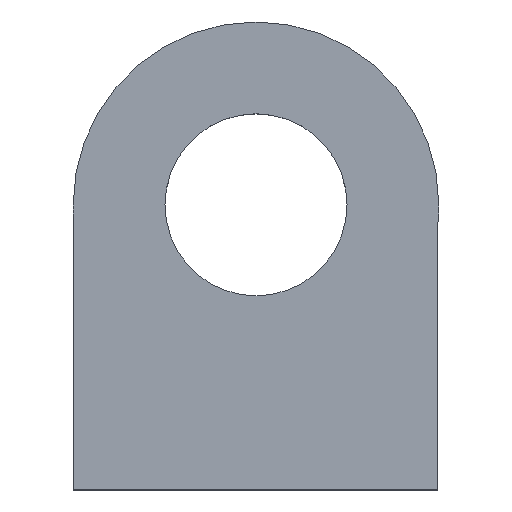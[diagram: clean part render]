
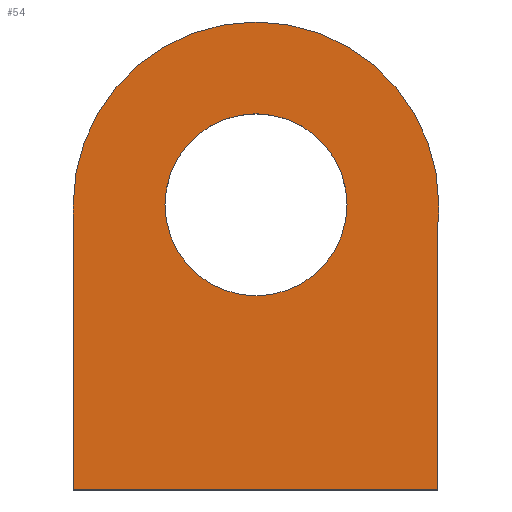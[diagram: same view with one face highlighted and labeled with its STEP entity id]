
A CAD part, top view. The second image highlights one B-rep face of the part: STEP entity #54.
In plain terms, the highlighted planar face has unit normal (0, 0, 1).
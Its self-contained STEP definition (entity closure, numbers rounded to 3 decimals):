
#6 = LINE ( 'NONE', #61, #265 ) ;
#22 = DIRECTION ( 'NONE',  ( 0., 0., 1. ) ) ;
#28 = PLANE ( 'NONE',  #74 ) ;
#29 = DIRECTION ( 'NONE',  ( 0., 0., 1. ) ) ;
#30 = VECTOR ( 'NONE', #290, 1000. ) ;
#31 = DIRECTION ( 'NONE',  ( 1., 0., 0. ) ) ;
#39 = ORIENTED_EDGE ( 'NONE', *, *, #205, .F. ) ;
#51 = EDGE_CURVE ( 'NONE', #316, #95, #280, .T. ) ;
#54 = ADVANCED_FACE ( 'NONE', ( #292, #238 ), #28, .T. ) ;
#61 = CARTESIAN_POINT ( 'NONE',  ( 18.138, 0., 10. ) ) ;
#65 = CARTESIAN_POINT ( 'NONE',  ( -21.905, 16.316, 10. ) ) ;
#68 = ORIENTED_EDGE ( 'NONE', *, *, #141, .F. ) ;
#74 = AXIS2_PLACEMENT_3D ( 'NONE', #263, #378, #236 ) ;
#75 = VERTEX_POINT ( 'NONE', #84 ) ;
#77 = CARTESIAN_POINT ( 'NONE',  ( 8.181, 16.316, 10. ) ) ;
#83 = CARTESIAN_POINT ( 'NONE',  ( -1.819, 16.316, 10. ) ) ;
#84 = CARTESIAN_POINT ( 'NONE',  ( 18.138, 14.035, 10. ) ) ;
#91 = CARTESIAN_POINT ( 'NONE',  ( 18.268, 16.316, 10. ) ) ;
#95 = VERTEX_POINT ( 'NONE', #115 ) ;
#98 = VERTEX_POINT ( 'NONE', #109 ) ;
#100 = AXIS2_PLACEMENT_3D ( 'NONE', #204, #382, #267 ) ;
#108 = LINE ( 'NONE', #142, #140 ) ;
#109 = CARTESIAN_POINT ( 'NONE',  ( -11.819, 16.316, 10. ) ) ;
#115 = CARTESIAN_POINT ( 'NONE',  ( -21.862, 15., 10. ) ) ;
#118 = CARTESIAN_POINT ( 'NONE',  ( -1.819, 16.316, 10. ) ) ;
#124 = CARTESIAN_POINT ( 'NONE',  ( 18.138, -15., 10. ) ) ;
#131 = VERTEX_POINT ( 'NONE', #240 ) ;
#140 = VECTOR ( 'NONE', #241, 1000. ) ;
#141 = EDGE_CURVE ( 'NONE', #98, #176, #346, .T. ) ;
#142 = CARTESIAN_POINT ( 'NONE',  ( 0., -15., 10. ) ) ;
#156 = CIRCLE ( 'NONE', #228, 10. ) ;
#163 = EDGE_CURVE ( 'NONE', #131, #95, #212, .T. ) ;
#165 = ORIENTED_EDGE ( 'NONE', *, *, #51, .T. ) ;
#169 = CARTESIAN_POINT ( 'NONE',  ( -21.862, 0., 10. ) ) ;
#175 = CIRCLE ( 'NONE', #235, 20.087 ) ;
#176 = VERTEX_POINT ( 'NONE', #77 ) ;
#195 = VERTEX_POINT ( 'NONE', #91 ) ;
#204 = CARTESIAN_POINT ( 'NONE',  ( -1.819, 16.316, 10. ) ) ;
#205 = EDGE_CURVE ( 'NONE', #176, #98, #156, .T. ) ;
#212 = LINE ( 'NONE', #169, #30 ) ;
#213 = CARTESIAN_POINT ( 'NONE',  ( -1.819, 16.316, 10. ) ) ;
#215 = DIRECTION ( 'NONE',  ( 1., 0., 0. ) ) ;
#228 = AXIS2_PLACEMENT_3D ( 'NONE', #363, #245, #365 ) ;
#230 = VERTEX_POINT ( 'NONE', #124 ) ;
#235 = AXIS2_PLACEMENT_3D ( 'NONE', #213, #302, #215 ) ;
#236 = DIRECTION ( 'NONE',  ( 1., 0., 0. ) ) ;
#238 = FACE_OUTER_BOUND ( 'NONE', #282, .T. ) ;
#240 = CARTESIAN_POINT ( 'NONE',  ( -21.862, -15., 10. ) ) ;
#241 = DIRECTION ( 'NONE',  ( 1., 0., 0. ) ) ;
#244 = EDGE_CURVE ( 'NONE', #230, #75, #6, .T. ) ;
#245 = DIRECTION ( 'NONE',  ( 0., 0., 1. ) ) ;
#252 = ORIENTED_EDGE ( 'NONE', *, *, #244, .T. ) ;
#254 = ORIENTED_EDGE ( 'NONE', *, *, #257, .T. ) ;
#257 = EDGE_CURVE ( 'NONE', #75, #195, #175, .T. ) ;
#263 = CARTESIAN_POINT ( 'NONE',  ( 0., 0., 10. ) ) ;
#265 = VECTOR ( 'NONE', #277, 1000. ) ;
#267 = DIRECTION ( 'NONE',  ( 1., 0., 0. ) ) ;
#272 = EDGE_CURVE ( 'NONE', #195, #316, #300, .T. ) ;
#277 = DIRECTION ( 'NONE',  ( 0., 1., 0. ) ) ;
#280 = CIRCLE ( 'NONE', #100, 20.087 ) ;
#282 = EDGE_LOOP ( 'NONE', ( #252, #254, #334, #165, #314, #374 ) ) ;
#290 = DIRECTION ( 'NONE',  ( 0., 1., 0. ) ) ;
#292 = FACE_BOUND ( 'NONE', #317, .T. ) ;
#300 = CIRCLE ( 'NONE', #315, 20.087 ) ;
#302 = DIRECTION ( 'NONE',  ( 0., 0., 1. ) ) ;
#314 = ORIENTED_EDGE ( 'NONE', *, *, #163, .F. ) ;
#315 = AXIS2_PLACEMENT_3D ( 'NONE', #118, #29, #31 ) ;
#316 = VERTEX_POINT ( 'NONE', #65 ) ;
#317 = EDGE_LOOP ( 'NONE', ( #68, #39 ) ) ;
#334 = ORIENTED_EDGE ( 'NONE', *, *, #272, .T. ) ;
#346 = CIRCLE ( 'NONE', #359, 10. ) ;
#352 = DIRECTION ( 'NONE',  ( 1., 0., 0. ) ) ;
#359 = AXIS2_PLACEMENT_3D ( 'NONE', #83, #22, #352 ) ;
#362 = EDGE_CURVE ( 'NONE', #131, #230, #108, .T. ) ;
#363 = CARTESIAN_POINT ( 'NONE',  ( -1.819, 16.316, 10. ) ) ;
#365 = DIRECTION ( 'NONE',  ( 1., 0., 0. ) ) ;
#374 = ORIENTED_EDGE ( 'NONE', *, *, #362, .T. ) ;
#378 = DIRECTION ( 'NONE',  ( 0., 0., 1. ) ) ;
#382 = DIRECTION ( 'NONE',  ( 0., 0., 1. ) ) ;
